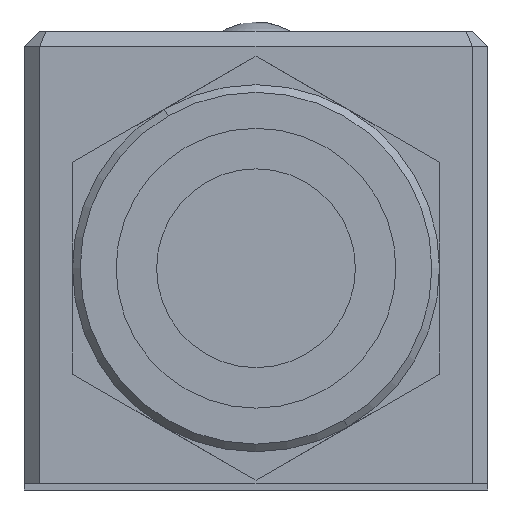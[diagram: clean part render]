
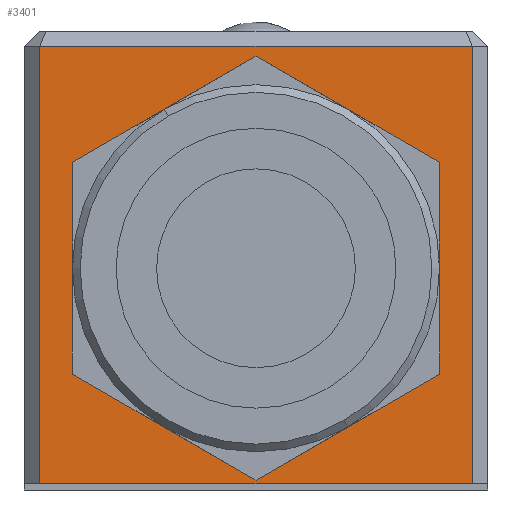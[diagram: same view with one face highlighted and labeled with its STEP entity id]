
A CAD part, front view. The second image highlights one B-rep face of the part: STEP entity #3401.
In plain terms, the highlighted planar face has unit normal (0, -1, 0).
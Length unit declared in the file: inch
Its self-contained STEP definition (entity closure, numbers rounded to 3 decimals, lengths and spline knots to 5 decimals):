
#267 = LINE ( 'NONE', #5888, #3504 ) ;
#753 = ORIENTED_EDGE ( 'NONE', *, *, #3138, .T. ) ;
#758 = FACE_BOUND ( 'NONE', #3323, .T. ) ;
#780 = EDGE_CURVE ( 'NONE', #1032, #3291, #3937, .T. ) ;
#1032 = VERTEX_POINT ( 'NONE', #5435 ) ;
#1103 = DIRECTION ( 'NONE',  ( 1., 0., 0. ) ) ;
#1170 = DIRECTION ( 'NONE',  ( 1., 0., 0. ) ) ;
#1464 = VERTEX_POINT ( 'NONE', #2127 ) ;
#1534 = LINE ( 'NONE', #5067, #4260 ) ;
#1568 = VECTOR ( 'NONE', #6257, 39.37008 ) ;
#2127 = CARTESIAN_POINT ( 'NONE',  ( 0.55709, -2.1063, 1.14173 ) ) ;
#2343 = ORIENTED_EDGE ( 'NONE', *, *, #3416, .F. ) ;
#2346 = DIRECTION ( 'NONE',  ( 1., 0., 0. ) ) ;
#2396 = DIRECTION ( 'NONE',  ( 0., -1., 0. ) ) ;
#2582 = DIRECTION ( 'NONE',  ( 0., 0., 1. ) ) ;
#2849 = EDGE_CURVE ( 'NONE', #3283, #1464, #267, .T. ) ;
#2881 = AXIS2_PLACEMENT_3D ( 'NONE', #5579, #2396, #6787 ) ;
#3055 = CARTESIAN_POINT ( 'NONE',  ( 0., -2.1063, 0.57087 ) ) ;
#3138 = EDGE_CURVE ( 'NONE', #3291, #1032, #6873, .T. ) ;
#3283 = VERTEX_POINT ( 'NONE', #4972 ) ;
#3291 = VERTEX_POINT ( 'NONE', #3934 ) ;
#3323 = EDGE_LOOP ( 'NONE', ( #753, #3631 ) ) ;
#3357 = CARTESIAN_POINT ( 'NONE',  ( -0.55709, -2.1063, 0.01575 ) ) ;
#3390 = AXIS2_PLACEMENT_3D ( 'NONE', #4865, #5407, #1103 ) ;
#3401 = ADVANCED_FACE ( 'NONE', ( #758, #6433 ), #3868, .T. ) ;
#3416 = EDGE_CURVE ( 'NONE', #4779, #1464, #1534, .T. ) ;
#3504 = VECTOR ( 'NONE', #2582, 39.37008 ) ;
#3631 = ORIENTED_EDGE ( 'NONE', *, *, #780, .T. ) ;
#3868 = PLANE ( 'NONE',  #2881 ) ;
#3934 = CARTESIAN_POINT ( 'NONE',  ( 0.37402, -2.1063, 0.57087 ) ) ;
#3937 = CIRCLE ( 'NONE', #4072, 0.37402 ) ;
#4072 = AXIS2_PLACEMENT_3D ( 'NONE', #3055, #5241, #5781 ) ;
#4260 = VECTOR ( 'NONE', #2346, 39.37008 ) ;
#4398 = VERTEX_POINT ( 'NONE', #3357 ) ;
#4772 = ORIENTED_EDGE ( 'NONE', *, *, #6184, .F. ) ;
#4779 = VERTEX_POINT ( 'NONE', #7049 ) ;
#4865 = CARTESIAN_POINT ( 'NONE',  ( 0., -2.1063, 0.57087 ) ) ;
#4972 = CARTESIAN_POINT ( 'NONE',  ( 0.55709, -2.1063, 0.01575 ) ) ;
#5000 = CARTESIAN_POINT ( 'NONE',  ( -0.55709, -2.1063, 0.01575 ) ) ;
#5067 = CARTESIAN_POINT ( 'NONE',  ( -0.55709, -2.1063, 1.14173 ) ) ;
#5071 = LINE ( 'NONE', #5704, #1568 ) ;
#5241 = DIRECTION ( 'NONE',  ( 0., 1., 0. ) ) ;
#5249 = ORIENTED_EDGE ( 'NONE', *, *, #2849, .T. ) ;
#5407 = DIRECTION ( 'NONE',  ( 0., 1., 0. ) ) ;
#5435 = CARTESIAN_POINT ( 'NONE',  ( -0.37402, -2.1063, 0.57087 ) ) ;
#5560 = ORIENTED_EDGE ( 'NONE', *, *, #5740, .T. ) ;
#5579 = CARTESIAN_POINT ( 'NONE',  ( 0.55709, -2.1063, 0. ) ) ;
#5700 = LINE ( 'NONE', #5000, #6301 ) ;
#5704 = CARTESIAN_POINT ( 'NONE',  ( -0.55709, -2.1063, 0.01575 ) ) ;
#5740 = EDGE_CURVE ( 'NONE', #4398, #3283, #5700, .T. ) ;
#5781 = DIRECTION ( 'NONE',  ( 1., 0., 0. ) ) ;
#5869 = EDGE_LOOP ( 'NONE', ( #5560, #5249, #2343, #4772 ) ) ;
#5888 = CARTESIAN_POINT ( 'NONE',  ( 0.55709, -2.1063, 0.01575 ) ) ;
#6184 = EDGE_CURVE ( 'NONE', #4398, #4779, #5071, .T. ) ;
#6257 = DIRECTION ( 'NONE',  ( 0., 0., 1. ) ) ;
#6301 = VECTOR ( 'NONE', #1170, 39.37008 ) ;
#6433 = FACE_OUTER_BOUND ( 'NONE', #5869, .T. ) ;
#6787 = DIRECTION ( 'NONE',  ( 0., 0., -1. ) ) ;
#6873 = CIRCLE ( 'NONE', #3390, 0.37402 ) ;
#7049 = CARTESIAN_POINT ( 'NONE',  ( -0.55709, -2.1063, 1.14173 ) ) ;
